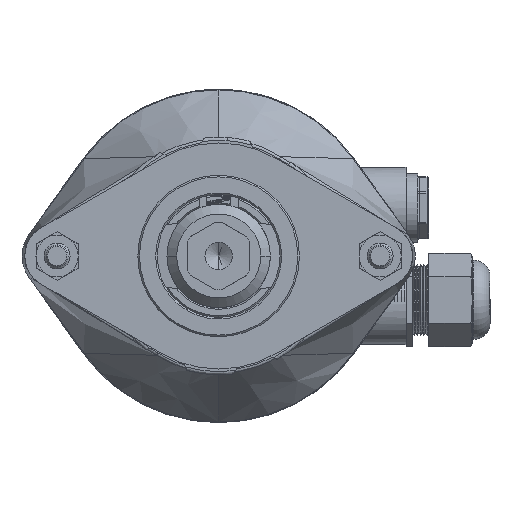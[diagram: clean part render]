
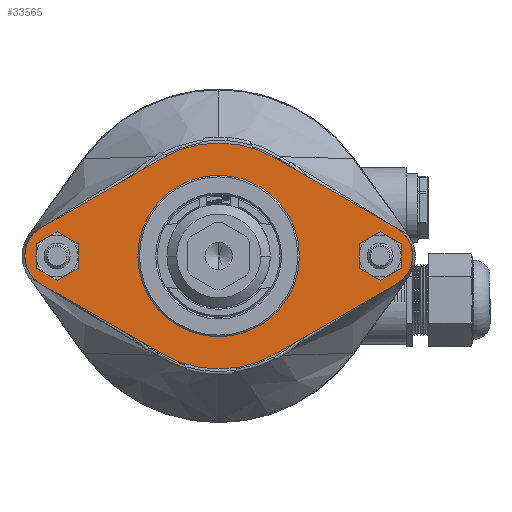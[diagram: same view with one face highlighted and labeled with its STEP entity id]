
A CAD part, front view. The second image highlights one B-rep face of the part: STEP entity #33565.
In plain terms, the highlighted planar face has unit normal (0, -1, 0).
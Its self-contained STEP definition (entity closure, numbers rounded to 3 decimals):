
#7205 = DIRECTION ( 'NONE',  ( 0., 1., 0. ) ) ;
#7206 = PLANE ( 'NONE',  #28744 ) ;
#7208 = CARTESIAN_POINT ( 'NONE',  ( 0., 0., 0. ) ) ;
#7210 = DIRECTION ( 'NONE',  ( 0., 0., 1. ) ) ;
#9696 = CARTESIAN_POINT ( 'NONE',  ( 0., 0., 0. ) ) ;
#9697 = DIRECTION ( 'NONE',  ( 0., 1., 0. ) ) ;
#9698 = DIRECTION ( 'NONE',  ( 0., 0., 1. ) ) ;
#9706 = CARTESIAN_POINT ( 'NONE',  ( -50., 0., 0. ) ) ;
#9707 = DIRECTION ( 'NONE',  ( 0., 1., 0. ) ) ;
#9708 = DIRECTION ( 'NONE',  ( 0., 0., -1. ) ) ;
#9717 = CARTESIAN_POINT ( 'NONE',  ( 50., 0., 0. ) ) ;
#9718 = DIRECTION ( 'NONE',  ( 0., 1., 0. ) ) ;
#9719 = DIRECTION ( 'NONE',  ( 0., 0., 1. ) ) ;
#9730 = CARTESIAN_POINT ( 'NONE',  ( 0., 0., 0. ) ) ;
#9731 = DIRECTION ( 'NONE',  ( 0., 1., 0. ) ) ;
#9732 = DIRECTION ( 'NONE',  ( 0., 0., 1. ) ) ;
#9762 = CARTESIAN_POINT ( 'NONE',  ( 0., 0., 0. ) ) ;
#9763 = DIRECTION ( 'NONE',  ( 0., 1., 0. ) ) ;
#9764 = DIRECTION ( 'NONE',  ( 0., 0., 1. ) ) ;
#9765 = DIRECTION ( 'NONE',  ( -0.866, 0., -0.5 ) ) ;
#9766 = CARTESIAN_POINT ( 'NONE',  ( 50., 0., 0. ) ) ;
#9767 = DIRECTION ( 'NONE',  ( 0., 1., 0. ) ) ;
#9768 = DIRECTION ( 'NONE',  ( 0., 0., 1. ) ) ;
#9769 = CARTESIAN_POINT ( 'NONE',  ( 17.5, 0., -30.311 ) ) ;
#9770 = CARTESIAN_POINT ( 'NONE',  ( 0., 0., 0. ) ) ;
#9771 = DIRECTION ( 'NONE',  ( 0., 1., 0. ) ) ;
#9772 = DIRECTION ( 'NONE',  ( 0., 0., 1. ) ) ;
#9773 = DIRECTION ( 'NONE',  ( 0.866, 0., -0.5 ) ) ;
#9774 = CARTESIAN_POINT ( 'NONE',  ( 17.5, 0., 30.311 ) ) ;
#9775 = CARTESIAN_POINT ( 'NONE',  ( 50., 0., 0. ) ) ;
#9776 = DIRECTION ( 'NONE',  ( 0., 1., 0. ) ) ;
#9777 = DIRECTION ( 'NONE',  ( 0., 0., 1. ) ) ;
#9778 = DIRECTION ( 'NONE',  ( 0.866, 0., 0.5 ) ) ;
#9779 = CARTESIAN_POINT ( 'NONE',  ( -17.5, 0., 30.311 ) ) ;
#9780 = CARTESIAN_POINT ( 'NONE',  ( 0., 0., 0. ) ) ;
#9781 = DIRECTION ( 'NONE',  ( 0., 1., 0. ) ) ;
#9782 = DIRECTION ( 'NONE',  ( 0., 0., 1. ) ) ;
#9783 = DIRECTION ( 'NONE',  ( -0.866, 0., 0.5 ) ) ;
#9786 = CARTESIAN_POINT ( 'NONE',  ( -17.5, 0., -30.311 ) ) ;
#9787 = CARTESIAN_POINT ( 'NONE',  ( -50., 0., 0. ) ) ;
#9788 = DIRECTION ( 'NONE',  ( 0., 1., 0. ) ) ;
#9789 = DIRECTION ( 'NONE',  ( 0., 0., -1. ) ) ;
#9790 = CARTESIAN_POINT ( 'NONE',  ( -50., 0., 0. ) ) ;
#9791 = DIRECTION ( 'NONE',  ( 0., 1., 0. ) ) ;
#9792 = DIRECTION ( 'NONE',  ( 0., 0., -1. ) ) ;
#14196 = CIRCLE ( 'NONE', #28295, 19.5 ) ;
#14205 = CIRCLE ( 'NONE', #28299, 4.15 ) ;
#14211 = CIRCLE ( 'NONE', #28303, 4.15 ) ;
#14220 = CIRCLE ( 'NONE', #28307, 35. ) ;
#14224 = LINE ( 'NONE', #9769, #14245 ) ;
#14240 = CIRCLE ( 'NONE', #28325, 19.5 ) ;
#14241 = CIRCLE ( 'NONE', #28327, 4.15 ) ;
#14242 = CIRCLE ( 'NONE', #28329, 35. ) ;
#14243 = CIRCLE ( 'NONE', #28331, 10. ) ;
#14244 = LINE ( 'NONE', #9774, #14248 ) ;
#14245 = VECTOR ( 'NONE', #9765, 1000. ) ;
#14246 = CIRCLE ( 'NONE', #28333, 35. ) ;
#14247 = LINE ( 'NONE', #9779, #14251 ) ;
#14248 = VECTOR ( 'NONE', #9773, 1000. ) ;
#14249 = CIRCLE ( 'NONE', #28335, 10. ) ;
#14250 = LINE ( 'NONE', #9786, #14254 ) ;
#14251 = VECTOR ( 'NONE', #9778, 1000. ) ;
#14253 = CIRCLE ( 'NONE', #28337, 4.15 ) ;
#14254 = VECTOR ( 'NONE', #9783, 1000. ) ;
#27245 = ORIENTED_EDGE ( 'NONE', *, *, #33137, .T. ) ;
#27246 = ORIENTED_EDGE ( 'NONE', *, *, #33164, .T. ) ;
#27248 = ORIENTED_EDGE ( 'NONE', *, *, #33145, .T. ) ;
#27249 = ORIENTED_EDGE ( 'NONE', *, *, #33165, .T. ) ;
#27251 = ORIENTED_EDGE ( 'NONE', *, *, #33166, .F. ) ;
#27253 = ORIENTED_EDGE ( 'NONE', *, *, #33167, .F. ) ;
#27255 = ORIENTED_EDGE ( 'NONE', *, *, #33168, .F. ) ;
#27257 = ORIENTED_EDGE ( 'NONE', *, *, #33169, .F. ) ;
#27259 = ORIENTED_EDGE ( 'NONE', *, *, #33170, .F. ) ;
#27261 = ORIENTED_EDGE ( 'NONE', *, *, #33171, .F. ) ;
#27263 = ORIENTED_EDGE ( 'NONE', *, *, #33172, .F. ) ;
#27265 = ORIENTED_EDGE ( 'NONE', *, *, #33173, .F. ) ;
#27266 = ORIENTED_EDGE ( 'NONE', *, *, #33151, .F. ) ;
#27268 = ORIENTED_EDGE ( 'NONE', *, *, #33141, .T. ) ;
#27270 = ORIENTED_EDGE ( 'NONE', *, *, #33174, .T. ) ;
#28295 = AXIS2_PLACEMENT_3D ( 'NONE', #9696, #9697, #9698 ) ;
#28299 = AXIS2_PLACEMENT_3D ( 'NONE', #9706, #9707, #9708 ) ;
#28303 = AXIS2_PLACEMENT_3D ( 'NONE', #9717, #9718, #9719 ) ;
#28307 = AXIS2_PLACEMENT_3D ( 'NONE', #9730, #9731, #9732 ) ;
#28325 = AXIS2_PLACEMENT_3D ( 'NONE', #9762, #9763, #9764 ) ;
#28327 = AXIS2_PLACEMENT_3D ( 'NONE', #9766, #9767, #9768 ) ;
#28329 = AXIS2_PLACEMENT_3D ( 'NONE', #9770, #9771, #9772 ) ;
#28331 = AXIS2_PLACEMENT_3D ( 'NONE', #9775, #9776, #9777 ) ;
#28333 = AXIS2_PLACEMENT_3D ( 'NONE', #9780, #9781, #9782 ) ;
#28335 = AXIS2_PLACEMENT_3D ( 'NONE', #9787, #9788, #9789 ) ;
#28337 = AXIS2_PLACEMENT_3D ( 'NONE', #9790, #9791, #9792 ) ;
#28744 = AXIS2_PLACEMENT_3D ( 'NONE', #7208, #7205, #7210 ) ;
#32503 = VERTEX_POINT ( 'NONE', #38936 ) ;
#32509 = VERTEX_POINT ( 'NONE', #38949 ) ;
#32510 = VERTEX_POINT ( 'NONE', #38950 ) ;
#32513 = VERTEX_POINT ( 'NONE', #38953 ) ;
#32514 = VERTEX_POINT ( 'NONE', #38954 ) ;
#32518 = VERTEX_POINT ( 'NONE', #38964 ) ;
#32519 = VERTEX_POINT ( 'NONE', #38965 ) ;
#32521 = VERTEX_POINT ( 'NONE', #38967 ) ;
#32523 = VERTEX_POINT ( 'NONE', #38963 ) ;
#32524 = VERTEX_POINT ( 'NONE', #38976 ) ;
#32525 = VERTEX_POINT ( 'NONE', #38977 ) ;
#32527 = VERTEX_POINT ( 'NONE', #38979 ) ;
#32533 = VERTEX_POINT ( 'NONE', #38984 ) ;
#32534 = VERTEX_POINT ( 'NONE', #38985 ) ;
#32535 = VERTEX_POINT ( 'NONE', #38986 ) ;
#33137 = EDGE_CURVE ( 'NONE', #32509, #32510, #14196, .T. ) ;
#33141 = EDGE_CURVE ( 'NONE', #32513, #32514, #14205, .T. ) ;
#33145 = EDGE_CURVE ( 'NONE', #32518, #32519, #14211, .T. ) ;
#33151 = EDGE_CURVE ( 'NONE', #32524, #32525, #14220, .T. ) ;
#33164 = EDGE_CURVE ( 'NONE', #32510, #32509, #14240, .T. ) ;
#33165 = EDGE_CURVE ( 'NONE', #32519, #32518, #14241, .T. ) ;
#33166 = EDGE_CURVE ( 'NONE', #32527, #32524, #14242, .T. ) ;
#33167 = EDGE_CURVE ( 'NONE', #32521, #32527, #14224, .T. ) ;
#33168 = EDGE_CURVE ( 'NONE', #32523, #32521, #14243, .T. ) ;
#33169 = EDGE_CURVE ( 'NONE', #32503, #32523, #14244, .T. ) ;
#33170 = EDGE_CURVE ( 'NONE', #32533, #32503, #14246, .T. ) ;
#33171 = EDGE_CURVE ( 'NONE', #32534, #32533, #14247, .T. ) ;
#33172 = EDGE_CURVE ( 'NONE', #32535, #32534, #14249, .T. ) ;
#33173 = EDGE_CURVE ( 'NONE', #32525, #32535, #14250, .T. ) ;
#33174 = EDGE_CURVE ( 'NONE', #32514, #32513, #14253, .T. ) ;
#33565 = ADVANCED_FACE ( 'NONE', ( #36785, #36789, #36780, #36782 ), #7206, .F. ) ;
#36780 = FACE_OUTER_BOUND ( 'NONE', #42533, .T. ) ;
#36782 = FACE_BOUND ( 'NONE', #42522, .T. ) ;
#36785 = FACE_BOUND ( 'NONE', #42523, .T. ) ;
#36789 = FACE_BOUND ( 'NONE', #42526, .T. ) ;
#38936 = CARTESIAN_POINT ( 'NONE',  ( 17.5, 0., 30.311 ) ) ;
#38949 = CARTESIAN_POINT ( 'NONE',  ( 0., 0., -19.5 ) ) ;
#38950 = CARTESIAN_POINT ( 'NONE',  ( 0., 0., 19.5 ) ) ;
#38953 = CARTESIAN_POINT ( 'NONE',  ( -50., 0., -4.15 ) ) ;
#38954 = CARTESIAN_POINT ( 'NONE',  ( -50., 0., 4.15 ) ) ;
#38963 = CARTESIAN_POINT ( 'NONE',  ( 55., 0., 8.66 ) ) ;
#38964 = CARTESIAN_POINT ( 'NONE',  ( 50., 0., -4.15 ) ) ;
#38965 = CARTESIAN_POINT ( 'NONE',  ( 50., 0., 4.15 ) ) ;
#38967 = CARTESIAN_POINT ( 'NONE',  ( 55., 0., -8.66 ) ) ;
#38976 = CARTESIAN_POINT ( 'NONE',  ( 0., 0., -35. ) ) ;
#38977 = CARTESIAN_POINT ( 'NONE',  ( -17.5, 0., -30.311 ) ) ;
#38979 = CARTESIAN_POINT ( 'NONE',  ( 17.5, 0., -30.311 ) ) ;
#38984 = CARTESIAN_POINT ( 'NONE',  ( -17.5, 0., 30.311 ) ) ;
#38985 = CARTESIAN_POINT ( 'NONE',  ( -55., 0., 8.66 ) ) ;
#38986 = CARTESIAN_POINT ( 'NONE',  ( -55., 0., -8.66 ) ) ;
#42522 = EDGE_LOOP ( 'NONE', ( #27268, #27270 ) ) ;
#42523 = EDGE_LOOP ( 'NONE', ( #27245, #27246 ) ) ;
#42526 = EDGE_LOOP ( 'NONE', ( #27248, #27249 ) ) ;
#42533 = EDGE_LOOP ( 'NONE', ( #27251, #27253, #27255, #27257, #27259, #27261, #27263, #27265, #27266 ) ) ;
